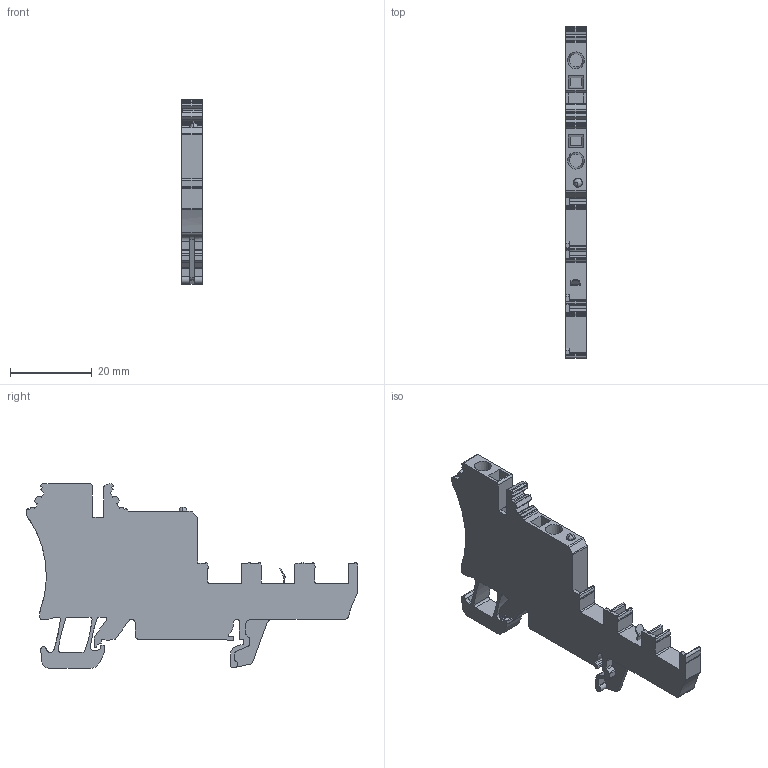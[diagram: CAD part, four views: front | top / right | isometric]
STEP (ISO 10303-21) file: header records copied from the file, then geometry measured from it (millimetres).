
FILE_DESCRIPTION(('CATIA V5 STEP Exchange','CAx-IF Rec.Pracs.--- Model Styling and Organization---1.4--- 2014-01-23'),'2;1');
FILE_NAME ('018197-2_1', '2019-10-02T08:45:07+00:00', ('none'), ('Weidmueller'), 'CATIA Version 5-6 Release 2016 SP3 HF44', 'CATIA V5 STEP AP214', 'none');
FILE_SCHEMA(('AUTOMOTIVE_DESIGN { 1 0 10303 214 1 1 1 1 }'));
Length unit declared in the file: millimetre
Products named in the file (1): 1652020000_ZIA_1-5-3L-1S-LD
Bounding box: 5.1 x 81.1 x 45.05 mm (x, y, z)
Volume: 8494.4 mm3; surface area: 6242 mm2
Topology: 2 solids, 2 shells, 395 faces, 1138 edges, 753 vertices
Faces by surface type: plane 218, cylinder 171, cone 4, bspline 2
Entity records: 13641 total; most frequent: CARTESIAN_POINT 3004, ORIENTED_EDGE 2270, DIRECTION 1855, EDGE_CURVE 1135, VECTOR 782, LINE 782, VERTEX_POINT 753, AXIS2_PLACEMENT_3D 681
